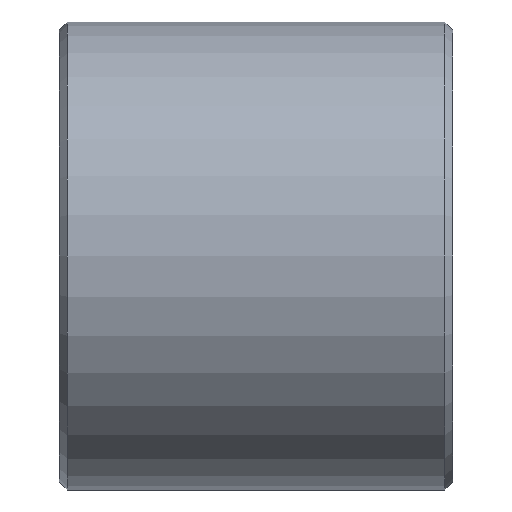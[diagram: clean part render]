
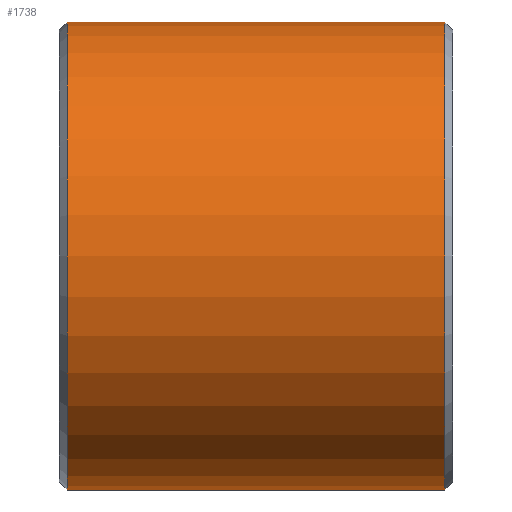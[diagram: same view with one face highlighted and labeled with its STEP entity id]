
A CAD part, left-side view. The second image highlights one B-rep face of the part: STEP entity #1738.
In plain terms, the highlighted cylindrical face has radius 2.975 mm (diameter 5.95 mm), a partial arc.
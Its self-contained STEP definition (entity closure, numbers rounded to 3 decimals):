
#111 = VERTEX_POINT ( 'NONE', #926 ) ;
#128 = EDGE_CURVE ( 'NONE', #3757, #1733, #2788, .T. ) ;
#235 = LINE ( 'NONE', #2813, #330 ) ;
#239 = AXIS2_PLACEMENT_3D ( 'NONE', #1631, #983, #996 ) ;
#318 = DIRECTION ( 'NONE',  ( 0., 0., 1. ) ) ;
#330 = VECTOR ( 'NONE', #3479, 1000. ) ;
#372 = CARTESIAN_POINT ( 'NONE',  ( 0., -2.4, 2.975 ) ) ;
#565 = EDGE_LOOP ( 'NONE', ( #3411, #3108, #1789, #1585 ) ) ;
#574 = CIRCLE ( 'NONE', #1333, 2.975 ) ;
#926 = CARTESIAN_POINT ( 'NONE',  ( 0., 2.4, -2.975 ) ) ;
#983 = DIRECTION ( 'NONE',  ( 0., 1., 0. ) ) ;
#996 = DIRECTION ( 'NONE',  ( 0., 0., 1. ) ) ;
#1301 = CARTESIAN_POINT ( 'NONE',  ( 0., 2.4, 2.975 ) ) ;
#1305 = CIRCLE ( 'NONE', #239, 2.975 ) ;
#1321 = VERTEX_POINT ( 'NONE', #3705 ) ;
#1333 = AXIS2_PLACEMENT_3D ( 'NONE', #1851, #3791, #318 ) ;
#1585 = ORIENTED_EDGE ( 'NONE', *, *, #3647, .T. ) ;
#1631 = CARTESIAN_POINT ( 'NONE',  ( 0., -2.4, 0. ) ) ;
#1733 = VERTEX_POINT ( 'NONE', #372 ) ;
#1738 = ADVANCED_FACE ( 'NONE', ( #2597 ), #3792, .T. ) ;
#1789 = ORIENTED_EDGE ( 'NONE', *, *, #2421, .T. ) ;
#1851 = CARTESIAN_POINT ( 'NONE',  ( 0., 2.4, 0. ) ) ;
#1934 = DIRECTION ( 'NONE',  ( 0., 0., -1. ) ) ;
#2421 = EDGE_CURVE ( 'NONE', #111, #1321, #235, .T. ) ;
#2434 = AXIS2_PLACEMENT_3D ( 'NONE', #3207, #2866, #1934 ) ;
#2460 = EDGE_CURVE ( 'NONE', #3757, #111, #574, .T. ) ;
#2597 = FACE_OUTER_BOUND ( 'NONE', #565, .T. ) ;
#2788 = LINE ( 'NONE', #3736, #2885 ) ;
#2813 = CARTESIAN_POINT ( 'NONE',  ( 0., 2.5, -2.975 ) ) ;
#2866 = DIRECTION ( 'NONE',  ( 0., -1., 0. ) ) ;
#2885 = VECTOR ( 'NONE', #3105, 1000. ) ;
#3105 = DIRECTION ( 'NONE',  ( 0., -1., 0. ) ) ;
#3108 = ORIENTED_EDGE ( 'NONE', *, *, #2460, .T. ) ;
#3207 = CARTESIAN_POINT ( 'NONE',  ( 0., 2.5, 0. ) ) ;
#3411 = ORIENTED_EDGE ( 'NONE', *, *, #128, .F. ) ;
#3479 = DIRECTION ( 'NONE',  ( 0., -1., 0. ) ) ;
#3647 = EDGE_CURVE ( 'NONE', #1321, #1733, #1305, .T. ) ;
#3705 = CARTESIAN_POINT ( 'NONE',  ( 0., -2.4, -2.975 ) ) ;
#3736 = CARTESIAN_POINT ( 'NONE',  ( 0., 2.5, 2.975 ) ) ;
#3757 = VERTEX_POINT ( 'NONE', #1301 ) ;
#3791 = DIRECTION ( 'NONE',  ( 0., -1., 0. ) ) ;
#3792 = CYLINDRICAL_SURFACE ( 'NONE', #2434, 2.975 ) ;
